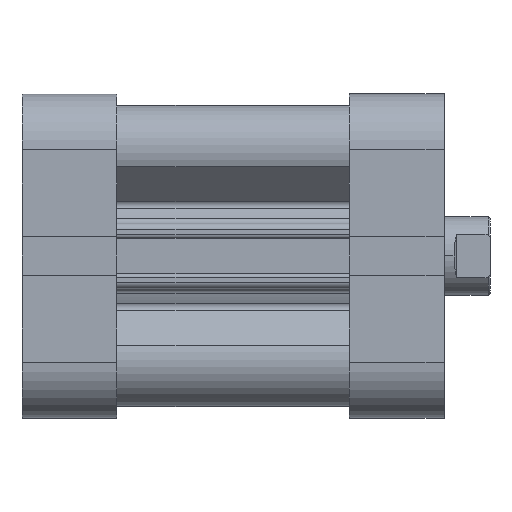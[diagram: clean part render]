
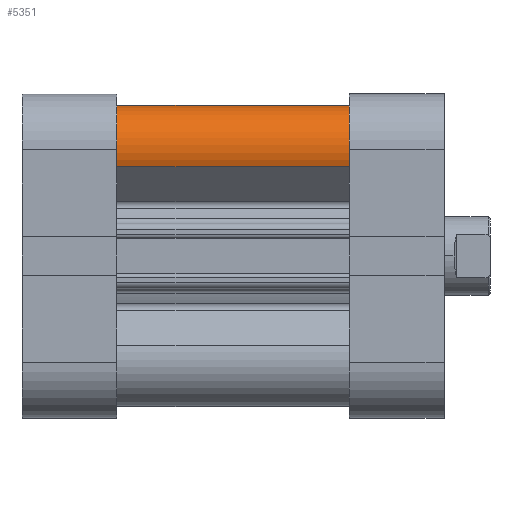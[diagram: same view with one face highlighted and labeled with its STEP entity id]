
A CAD part, front view. The second image highlights one B-rep face of the part: STEP entity #5351.
In plain terms, the highlighted cylindrical face has radius 6.75 mm (diameter 13.5 mm), a partial arc.
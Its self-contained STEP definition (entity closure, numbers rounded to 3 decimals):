
#207 = CARTESIAN_POINT ( 'NONE',  ( -23., -16.25, 35.5 ) ) ;
#275 = CARTESIAN_POINT ( 'NONE',  ( -23., -16.25, 0. ) ) ;
#324 = CARTESIAN_POINT ( 'NONE',  ( -13.633, -22.472, 35.5 ) ) ;
#346 = CARTESIAN_POINT ( 'NONE',  ( -13.633, -22.472, 0. ) ) ;
#835 = DIRECTION ( 'NONE',  ( -1., 0., 0. ) ) ;
#836 = DIRECTION ( 'NONE',  ( 0., 0., -1. ) ) ;
#837 = CARTESIAN_POINT ( 'NONE',  ( -16.25, -16.25, 35.5 ) ) ;
#1014 = CARTESIAN_POINT ( 'NONE',  ( -16.25, -16.25, 35.5 ) ) ;
#1015 = DIRECTION ( 'NONE',  ( 0., 0., 1. ) ) ;
#1016 = DIRECTION ( 'NONE',  ( -1., 0., 0. ) ) ;
#1027 = CARTESIAN_POINT ( 'NONE',  ( -13.633, -22.472, 35.5 ) ) ;
#1029 = CARTESIAN_POINT ( 'NONE',  ( -16.25, -16.25, 0. ) ) ;
#1030 = DIRECTION ( 'NONE',  ( 0., 0., 1. ) ) ;
#1031 = DIRECTION ( 'NONE',  ( -1., 0., 0. ) ) ;
#1037 = DIRECTION ( 'NONE',  ( 0., 0., -1. ) ) ;
#1045 = CARTESIAN_POINT ( 'NONE',  ( -23., -16.25, 35.5 ) ) ;
#1046 = DIRECTION ( 'NONE',  ( 0., 0., -1. ) ) ;
#2901 = VERTEX_POINT ( 'NONE', #207 ) ;
#3135 = VERTEX_POINT ( 'NONE', #275 ) ;
#3370 = VERTEX_POINT ( 'NONE', #324 ) ;
#3436 = VERTEX_POINT ( 'NONE', #346 ) ;
#4408 = EDGE_LOOP ( 'NONE', ( #9253, #9252, #9251, #9250 ) ) ;
#5351 = ADVANCED_FACE ( 'NONE', ( #9563 ), #9566, .T. ) ;
#7585 = EDGE_CURVE ( 'NONE', #2901, #3370, #9681, .T. ) ;
#7591 = EDGE_CURVE ( 'NONE', #3135, #3436, #9689, .T. ) ;
#7593 = EDGE_CURVE ( 'NONE', #3370, #3436, #9690, .T. ) ;
#7597 = EDGE_CURVE ( 'NONE', #2901, #3135, #9692, .T. ) ;
#8523 = AXIS2_PLACEMENT_3D ( 'NONE', #837, #836, #835 ) ;
#8563 = AXIS2_PLACEMENT_3D ( 'NONE', #1014, #1015, #1016 ) ;
#8567 = AXIS2_PLACEMENT_3D ( 'NONE', #1029, #1030, #1031 ) ;
#9250 = ORIENTED_EDGE ( 'NONE', *, *, #7593, .F. ) ;
#9251 = ORIENTED_EDGE ( 'NONE', *, *, #7591, .T. ) ;
#9252 = ORIENTED_EDGE ( 'NONE', *, *, #7597, .T. ) ;
#9253 = ORIENTED_EDGE ( 'NONE', *, *, #7585, .F. ) ;
#9563 = FACE_OUTER_BOUND ( 'NONE', #4408, .T. ) ;
#9566 = CYLINDRICAL_SURFACE ( 'NONE', #8523, 6.75 ) ;
#9681 = CIRCLE ( 'NONE', #8563, 6.75 ) ;
#9687 = VECTOR ( 'NONE', #1037, 1000. ) ;
#9689 = CIRCLE ( 'NONE', #8567, 6.75 ) ;
#9690 = LINE ( 'NONE', #1027, #9687 ) ;
#9692 = LINE ( 'NONE', #1045, #9693 ) ;
#9693 = VECTOR ( 'NONE', #1046, 1000. ) ;
